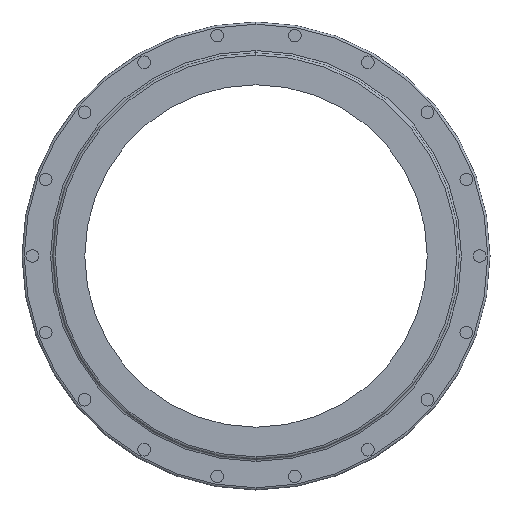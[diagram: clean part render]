
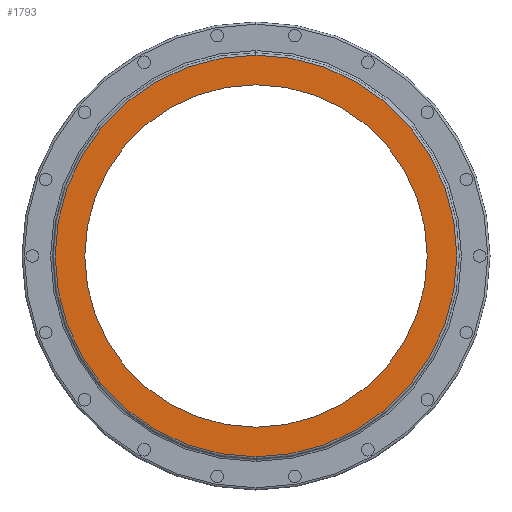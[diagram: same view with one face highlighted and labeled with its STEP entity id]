
A CAD part, left-side view. The second image highlights one B-rep face of the part: STEP entity #1793.
In plain terms, the highlighted planar face has unit normal (-1, 0, 0).
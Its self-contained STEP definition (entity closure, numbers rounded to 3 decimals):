
#29 = DIRECTION ( 'NONE',  ( 1., 0., 0. ) ) ;
#51 = DIRECTION ( 'NONE',  ( 0., 0., -1. ) ) ;
#74 = CARTESIAN_POINT ( 'NONE',  ( 0., 0., 0. ) ) ;
#185 = VERTEX_POINT ( 'NONE', #2514 ) ;
#304 = CARTESIAN_POINT ( 'NONE',  ( 0., 0., 0. ) ) ;
#357 = DIRECTION ( 'NONE',  ( 0., 0., -1. ) ) ;
#418 = VERTEX_POINT ( 'NONE', #1841 ) ;
#480 = AXIS2_PLACEMENT_3D ( 'NONE', #1422, #1643, #3110 ) ;
#572 = CARTESIAN_POINT ( 'NONE',  ( 0., 0., 0. ) ) ;
#637 = DIRECTION ( 'NONE',  ( -1., 0., 0. ) ) ;
#669 = AXIS2_PLACEMENT_3D ( 'NONE', #572, #637, #357 ) ;
#986 = PLANE ( 'NONE',  #1536 ) ;
#990 = EDGE_CURVE ( 'NONE', #418, #185, #1706, .T. ) ;
#1036 = CIRCLE ( 'NONE', #3057, 75. ) ;
#1230 = CIRCLE ( 'NONE', #669, 87.975 ) ;
#1402 = ORIENTED_EDGE ( 'NONE', *, *, #990, .T. ) ;
#1422 = CARTESIAN_POINT ( 'NONE',  ( 0., 0., 0. ) ) ;
#1527 = CARTESIAN_POINT ( 'NONE',  ( 0., 88.975, 0. ) ) ;
#1536 = AXIS2_PLACEMENT_3D ( 'NONE', #1527, #29, #1957 ) ;
#1567 = ORIENTED_EDGE ( 'NONE', *, *, #1864, .T. ) ;
#1629 = EDGE_CURVE ( 'NONE', #2653, #2252, #1850, .T. ) ;
#1643 = DIRECTION ( 'NONE',  ( -1., 0., 0. ) ) ;
#1673 = EDGE_CURVE ( 'NONE', #2252, #2653, #1036, .T. ) ;
#1706 = CIRCLE ( 'NONE', #2365, 87.975 ) ;
#1762 = FACE_OUTER_BOUND ( 'NONE', #2904, .T. ) ;
#1793 = ADVANCED_FACE ( 'NONE', ( #1762, #2921 ), #986, .F. ) ;
#1841 = CARTESIAN_POINT ( 'NONE',  ( 0., 0., 87.975 ) ) ;
#1850 = CIRCLE ( 'NONE', #480, 75. ) ;
#1864 = EDGE_CURVE ( 'NONE', #185, #418, #1230, .T. ) ;
#1957 = DIRECTION ( 'NONE',  ( 0., 0., -1. ) ) ;
#2018 = DIRECTION ( 'NONE',  ( 0., 0., 1. ) ) ;
#2252 = VERTEX_POINT ( 'NONE', #3008 ) ;
#2365 = AXIS2_PLACEMENT_3D ( 'NONE', #304, #2484, #51 ) ;
#2484 = DIRECTION ( 'NONE',  ( -1., 0., 0. ) ) ;
#2493 = DIRECTION ( 'NONE',  ( -1., 0., 0. ) ) ;
#2514 = CARTESIAN_POINT ( 'NONE',  ( 0., 0., -87.975 ) ) ;
#2653 = VERTEX_POINT ( 'NONE', #2672 ) ;
#2672 = CARTESIAN_POINT ( 'NONE',  ( 0., 0., -75. ) ) ;
#2899 = ORIENTED_EDGE ( 'NONE', *, *, #1629, .F. ) ;
#2904 = EDGE_LOOP ( 'NONE', ( #1567, #1402 ) ) ;
#2921 = FACE_BOUND ( 'NONE', #3089, .T. ) ;
#3008 = CARTESIAN_POINT ( 'NONE',  ( 0., 0., 75. ) ) ;
#3057 = AXIS2_PLACEMENT_3D ( 'NONE', #74, #2493, #2018 ) ;
#3063 = ORIENTED_EDGE ( 'NONE', *, *, #1673, .F. ) ;
#3089 = EDGE_LOOP ( 'NONE', ( #3063, #2899 ) ) ;
#3110 = DIRECTION ( 'NONE',  ( 0., 0., 1. ) ) ;
